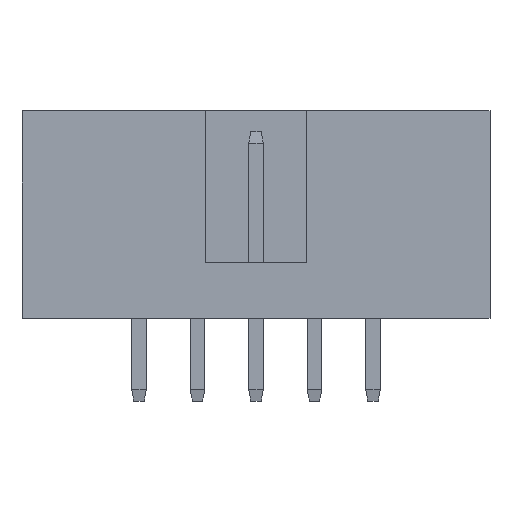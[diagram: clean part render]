
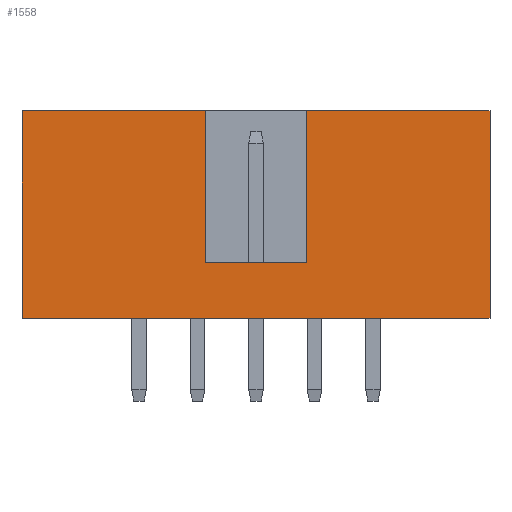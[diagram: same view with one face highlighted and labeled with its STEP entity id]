
A CAD part, front view. The second image highlights one B-rep face of the part: STEP entity #1558.
In plain terms, the highlighted planar face has unit normal (0, -1, 0).
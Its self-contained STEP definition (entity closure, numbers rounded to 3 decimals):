
#186=ORIENTED_EDGE('',*,*,#559,.F.);
#187=ORIENTED_EDGE('',*,*,#614,.T.);
#188=ORIENTED_EDGE('',*,*,#615,.F.);
#189=ORIENTED_EDGE('',*,*,#605,.T.);
#190=ORIENTED_EDGE('',*,*,#522,.T.);
#191=ORIENTED_EDGE('',*,*,#616,.F.);
#192=ORIENTED_EDGE('',*,*,#617,.F.);
#193=ORIENTED_EDGE('',*,*,#618,.F.);
#522=EDGE_CURVE('',#739,#738,#878,.T.);
#559=EDGE_CURVE('',#775,#776,#915,.T.);
#605=EDGE_CURVE('',#820,#739,#961,.T.);
#614=EDGE_CURVE('',#775,#826,#970,.T.);
#615=EDGE_CURVE('',#820,#826,#971,.T.);
#616=EDGE_CURVE('',#827,#738,#972,.T.);
#617=EDGE_CURVE('',#828,#827,#973,.T.);
#618=EDGE_CURVE('',#776,#828,#974,.T.);
#738=VERTEX_POINT('',#2186);
#739=VERTEX_POINT('',#2188);
#775=VERTEX_POINT('',#2261);
#776=VERTEX_POINT('',#2263);
#820=VERTEX_POINT('',#2354);
#826=VERTEX_POINT('',#2371);
#827=VERTEX_POINT('',#2374);
#828=VERTEX_POINT('',#2376);
#878=LINE('',#2187,#1094);
#915=LINE('',#2262,#1131);
#961=LINE('',#2353,#1177);
#970=LINE('',#2370,#1186);
#971=LINE('',#2372,#1187);
#972=LINE('',#2373,#1188);
#973=LINE('',#2375,#1189);
#974=LINE('',#2377,#1190);
#1094=VECTOR('',#1772,1000.);
#1131=VECTOR('',#1811,1000.);
#1177=VECTOR('',#1859,1000.);
#1186=VECTOR('',#1872,1000.);
#1187=VECTOR('',#1873,1000.);
#1188=VECTOR('',#1874,1000.);
#1189=VECTOR('',#1875,1000.);
#1190=VECTOR('',#1876,1000.);
#1310=EDGE_LOOP('',(#186,#187,#188,#189,#190,#191,#192,#193));
#1406=FACE_BOUND('',#1310,.T.);
#1482=PLANE('',#1661);
#1558=ADVANCED_FACE('',(#1406),#1482,.F.);
#1661=AXIS2_PLACEMENT_3D('',#2369,#1870,#1871);
#1772=DIRECTION('',(1.,0.,0.));
#1811=DIRECTION('',(1.,0.,0.));
#1859=DIRECTION('',(0.,0.,-1.));
#1870=DIRECTION('',(0.,1.,0.));
#1871=DIRECTION('',(0.,0.,1.));
#1872=DIRECTION('',(0.,0.,1.));
#1873=DIRECTION('',(1.,0.,0.));
#1874=DIRECTION('',(0.,0.,-1.));
#1875=DIRECTION('',(1.,0.,0.));
#1876=DIRECTION('',(0.,0.,1.));
#2186=CARTESIAN_POINT('',(10.16,-4.475,0.));
#2187=CARTESIAN_POINT('',(-10.16,-4.475,0.));
#2188=CARTESIAN_POINT('',(-10.16,-4.475,0.));
#2261=CARTESIAN_POINT('',(-2.2,-4.475,2.4));
#2262=CARTESIAN_POINT('',(-2.2,-4.475,2.4));
#2263=CARTESIAN_POINT('',(2.2,-4.475,2.4));
#2353=CARTESIAN_POINT('',(-10.16,-4.475,9.));
#2354=CARTESIAN_POINT('',(-10.16,-4.475,9.));
#2369=CARTESIAN_POINT('',(-10.16,-4.475,9.));
#2370=CARTESIAN_POINT('',(-2.2,-4.475,2.4));
#2371=CARTESIAN_POINT('',(-2.2,-4.475,9.));
#2372=CARTESIAN_POINT('',(-10.16,-4.475,9.));
#2373=CARTESIAN_POINT('',(10.16,-4.475,9.));
#2374=CARTESIAN_POINT('',(10.16,-4.475,9.));
#2375=CARTESIAN_POINT('',(-10.16,-4.475,9.));
#2376=CARTESIAN_POINT('',(2.2,-4.475,9.));
#2377=CARTESIAN_POINT('',(2.2,-4.475,2.4));
